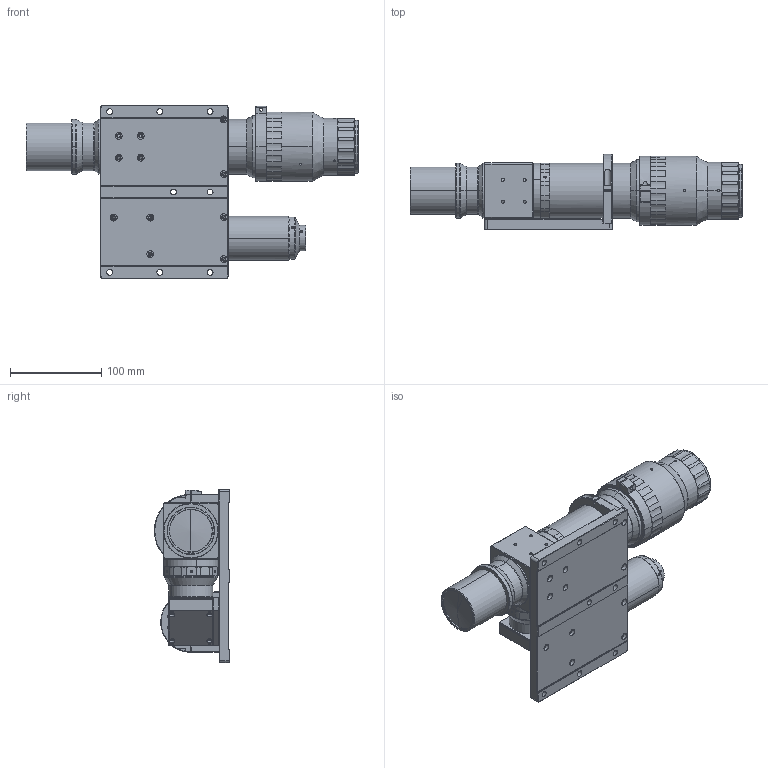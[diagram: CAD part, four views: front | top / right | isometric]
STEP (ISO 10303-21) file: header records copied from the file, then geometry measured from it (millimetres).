
FILE_DESCRIPTION (( 'STEP AP203' ), '1' );
FILE_NAME ('DTCA35F-14.6C-G-M58-AL（21）.STEP', '2022-12-27T10:20:17', ( '' ), ( '' ), 'SwSTEP 2.0', 'SolidWorks 2017', '' );
FILE_SCHEMA (( 'CONFIG_CONTROL_DESIGN' ));
Length unit declared in the file: millimetre
Products named in the file (1): DTCA35F-14.6C-G-M58-AL（21）
Bounding box: 363.45 x 82.53 x 190 mm (x, y, z)
Volume: 1886580.7 mm3; surface area: 220285.1 mm2
Topology: 1 solids, 8 shells, 1364 faces, 3426 edges, 2102 vertices
Faces by surface type: cylinder 488, cone 446, plane 398, bspline 32
Entity records: 44263 total; most frequent: CARTESIAN_POINT 11768, DIRECTION 6913, ORIENTED_EDGE 6796, EDGE_CURVE 3398, AXIS2_PLACEMENT_3D 2795, VERTEX_POINT 2102, EDGE_LOOP 1524, CIRCLE 1462
